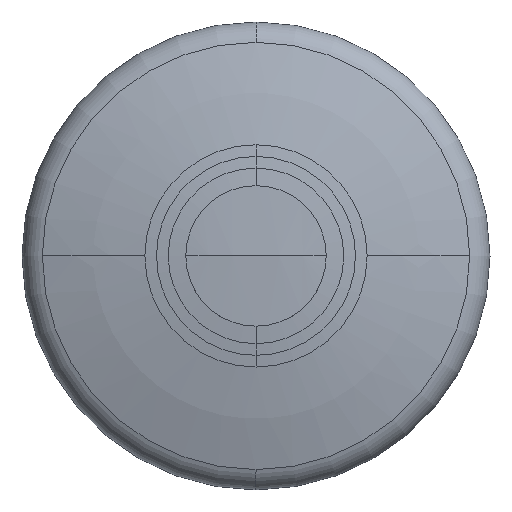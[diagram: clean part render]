
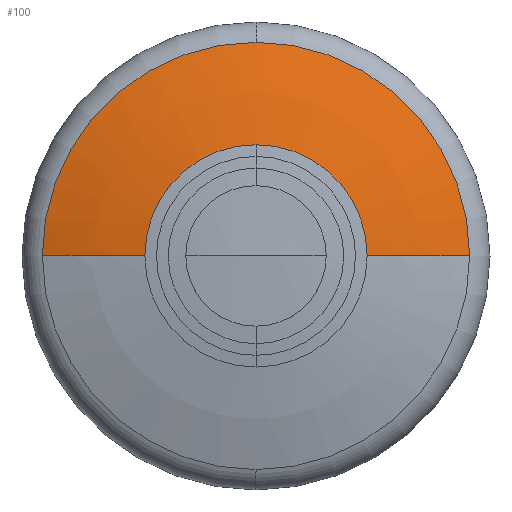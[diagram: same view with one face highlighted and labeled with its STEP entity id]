
A CAD part, top view. The second image highlights one B-rep face of the part: STEP entity #100.
In plain terms, the highlighted spherical face has radius 60 mm.
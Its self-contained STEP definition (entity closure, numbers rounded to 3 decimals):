
#100=ADVANCED_FACE('',(#239),#240,.T.);
#239=FACE_OUTER_BOUND('',#419,.T.);
#240=SPHERICAL_SURFACE('',#420,60.);
#419=EDGE_LOOP('',(#646,#647,#648,#649,#650,#651));
#420=AXIS2_PLACEMENT_3D('',#652,#653,#654);
#646=ORIENTED_EDGE('',*,*,#1056,.F.);
#647=ORIENTED_EDGE('',*,*,#1057,.T.);
#648=ORIENTED_EDGE('',*,*,#1058,.T.);
#649=ORIENTED_EDGE('',*,*,#1059,.F.);
#650=ORIENTED_EDGE('',*,*,#1060,.F.);
#651=ORIENTED_EDGE('',*,*,#1053,.F.);
#652=CARTESIAN_POINT('',(0.,0.,-21.8));
#653=DIRECTION('',(0.0,0.,1.0));
#654=DIRECTION('',(1.0,0.0,0.0));
#1053=EDGE_CURVE('',#1244,#1246,#1247,.T.);
#1056=EDGE_CURVE('',#1250,#1244,#1251,.T.);
#1057=EDGE_CURVE('',#1250,#1252,#1253,.T.);
#1058=EDGE_CURVE('',#1252,#1254,#1255,.T.);
#1059=EDGE_CURVE('',#1256,#1254,#1257,.T.);
#1060=EDGE_CURVE('',#1246,#1256,#1258,.T.);
#1244=VERTEX_POINT('',#1494);
#1246=VERTEX_POINT('',#1496);
#1247=CIRCLE('',#1497,9.5);
#1250=VERTEX_POINT('',#1501);
#1251=CIRCLE('',#1502,60.);
#1252=VERTEX_POINT('',#1503);
#1253=CIRCLE('',#1504,18.261);
#1254=VERTEX_POINT('',#1505);
#1255=CIRCLE('',#1506,18.261);
#1256=VERTEX_POINT('',#1507);
#1257=CIRCLE('',#1508,60.);
#1258=CIRCLE('',#1509,9.5);
#1494=CARTESIAN_POINT('',(9.5,0.,37.443));
#1496=CARTESIAN_POINT('',(0.,9.5,37.443));
#1497=AXIS2_PLACEMENT_3D('',#1763,#1764,#1765);
#1501=CARTESIAN_POINT('',(18.261,0.,35.354));
#1502=AXIS2_PLACEMENT_3D('',#1767,#1768,#1769);
#1503=CARTESIAN_POINT('',(0.,18.261,35.354));
#1504=AXIS2_PLACEMENT_3D('',#1770,#1771,#1772);
#1505=CARTESIAN_POINT('',(-18.261,0.,35.354));
#1506=AXIS2_PLACEMENT_3D('',#1773,#1774,#1775);
#1507=CARTESIAN_POINT('',(-9.5,0.,37.443));
#1508=AXIS2_PLACEMENT_3D('',#1776,#1777,#1778);
#1509=AXIS2_PLACEMENT_3D('',#1779,#1780,#1781);
#1763=CARTESIAN_POINT('',(0.0,0.,37.443));
#1764=DIRECTION('',(0.0,0.,1.0));
#1765=DIRECTION('',(0.0,-1.0,0.));
#1767=CARTESIAN_POINT('',(0.,0.,-21.8));
#1768=DIRECTION('',(0.,-1.0,0.));
#1769=DIRECTION('',(0.,0.,1.0));
#1770=CARTESIAN_POINT('',(0.0,0.,35.354));
#1771=DIRECTION('',(0.0,0.,1.0));
#1772=DIRECTION('',(0.0,-1.0,0.));
#1773=CARTESIAN_POINT('',(0.0,0.,35.354));
#1774=DIRECTION('',(0.0,0.,1.0));
#1775=DIRECTION('',(0.0,-1.0,0.));
#1776=CARTESIAN_POINT('',(0.,0.,-21.8));
#1777=DIRECTION('',(0.,-1.0,0.));
#1778=DIRECTION('',(0.,0.,1.0));
#1779=CARTESIAN_POINT('',(0.0,0.,37.443));
#1780=DIRECTION('',(0.0,0.,1.0));
#1781=DIRECTION('',(0.0,-1.0,0.));
